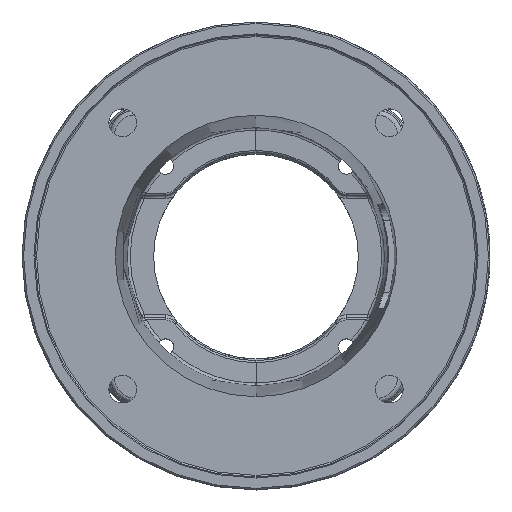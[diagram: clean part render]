
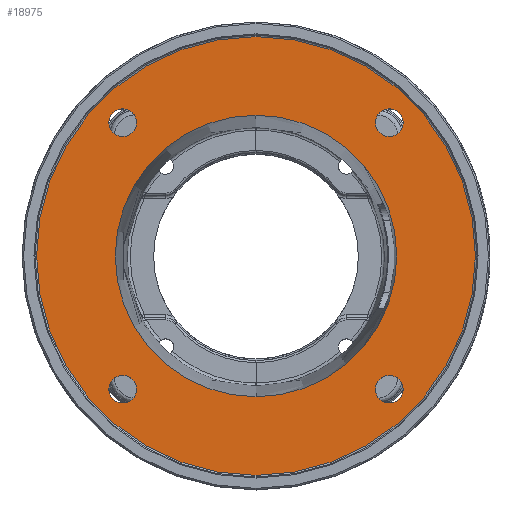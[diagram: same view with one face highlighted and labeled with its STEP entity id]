
A CAD part, top view. The second image highlights one B-rep face of the part: STEP entity #18975.
In plain terms, the highlighted planar face has unit normal (0, 0, 1).
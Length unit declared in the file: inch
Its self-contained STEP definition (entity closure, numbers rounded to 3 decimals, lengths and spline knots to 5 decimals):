
#600=CARTESIAN_POINT('',(0.,0.,-0.2075));
#601=DIRECTION('',(0.,0.,1.));
#602=DIRECTION('',(0.,1.,0.));
#603=AXIS2_PLACEMENT_3D('',#600,#601,#602);
#2171=CARTESIAN_POINT('',(0.,0.,-0.2075));
#2172=DIRECTION('',(0.,0.,1.));
#2173=DIRECTION('',(0.,-1.,0.));
#2174=AXIS2_PLACEMENT_3D('',#2171,#2172,#2173);
#3568=CARTESIAN_POINT('',(0.,0.,-0.2075));
#3569=DIRECTION('',(0.,0.,-1.));
#3570=DIRECTION('',(0.,1.,0.));
#3571=AXIS2_PLACEMENT_3D('',#3568,#3569,#3570);
#3573=CARTESIAN_POINT('',(0.,0.,-0.2075));
#3574=DIRECTION('',(0.,0.,1.));
#3575=DIRECTION('',(0.,1.,0.));
#3576=AXIS2_PLACEMENT_3D('',#3573,#3574,#3575);
#3624=CARTESIAN_POINT('',(-2.56326,2.56326,-0.2075));
#3625=DIRECTION('',(0.,0.,-1.));
#3626=DIRECTION('',(-0.707,0.707,0.));
#3627=AXIS2_PLACEMENT_3D('',#3624,#3625,#3626);
#3634=CARTESIAN_POINT('',(-2.56326,2.56326,-0.2075));
#3635=DIRECTION('',(0.,0.,-1.));
#3636=DIRECTION('',(0.707,-0.707,0.));
#3637=AXIS2_PLACEMENT_3D('',#3634,#3635,#3636);
#3660=CARTESIAN_POINT('',(-2.56326,-2.56326,-0.2075));
#3661=DIRECTION('',(0.,0.,-1.));
#3662=DIRECTION('',(-0.707,-0.707,0.));
#3663=AXIS2_PLACEMENT_3D('',#3660,#3661,#3662);
#3670=CARTESIAN_POINT('',(-2.56326,-2.56326,-0.2075));
#3671=DIRECTION('',(0.,0.,-1.));
#3672=DIRECTION('',(0.707,0.707,0.));
#3673=AXIS2_PLACEMENT_3D('',#3670,#3671,#3672);
#3696=CARTESIAN_POINT('',(2.56326,-2.56326,-0.2075));
#3697=DIRECTION('',(0.,0.,-1.));
#3698=DIRECTION('',(0.707,-0.707,0.));
#3699=AXIS2_PLACEMENT_3D('',#3696,#3697,#3698);
#3706=CARTESIAN_POINT('',(2.56326,-2.56326,-0.2075));
#3707=DIRECTION('',(0.,0.,-1.));
#3708=DIRECTION('',(-0.707,0.707,0.));
#3709=AXIS2_PLACEMENT_3D('',#3706,#3707,#3708);
#3732=CARTESIAN_POINT('',(2.56326,2.56326,-0.2075));
#3733=DIRECTION('',(0.,0.,-1.));
#3734=DIRECTION('',(0.707,0.707,0.));
#3735=AXIS2_PLACEMENT_3D('',#3732,#3733,#3734);
#3742=CARTESIAN_POINT('',(2.56326,2.56326,-0.2075));
#3743=DIRECTION('',(0.,0.,-1.));
#3744=DIRECTION('',(-0.707,-0.707,0.));
#3745=AXIS2_PLACEMENT_3D('',#3742,#3743,#3744);
#11969=CARTESIAN_POINT('',(0.,4.22,-0.2075));
#11971=VERTEX_POINT('',#11969);
#11975=CARTESIAN_POINT('',(0.,-4.22,-0.2075));
#11977=VERTEX_POINT('',#11975);
#11981=CARTESIAN_POINT('',(0.,2.70736,-0.2075));
#11982=CARTESIAN_POINT('',(0.,-2.70736,-0.2075));
#11983=VERTEX_POINT('',#11981);
#11984=VERTEX_POINT('',#11982);
#11989=CARTESIAN_POINT('',(-2.75065,2.75065,-0.2075));
#11990=CARTESIAN_POINT('',(-2.37588,2.37588,-0.2075));
#11991=VERTEX_POINT('',#11989);
#11992=VERTEX_POINT('',#11990);
#11993=CARTESIAN_POINT('',(-2.75065,-2.75065,-0.2075));
#11994=CARTESIAN_POINT('',(-2.37588,-2.37588,-0.2075));
#11995=VERTEX_POINT('',#11993);
#11996=VERTEX_POINT('',#11994);
#11997=CARTESIAN_POINT('',(2.75065,-2.75065,-0.2075));
#11998=CARTESIAN_POINT('',(2.37588,-2.37588,-0.2075));
#11999=VERTEX_POINT('',#11997);
#12000=VERTEX_POINT('',#11998);
#12001=CARTESIAN_POINT('',(2.75065,2.75065,-0.2075));
#12002=CARTESIAN_POINT('',(2.37588,2.37588,-0.2075));
#12003=VERTEX_POINT('',#12001);
#12004=VERTEX_POINT('',#12002);
#18936=CARTESIAN_POINT('',(0.,0.,-0.2075));
#18937=DIRECTION('',(0.,0.,1.));
#18938=DIRECTION('',(0.,1.,0.));
#18939=AXIS2_PLACEMENT_3D('',#18936,#18937,#18938);
#18940=PLANE('',#18939);
#18942=ORIENTED_EDGE('',*,*,#18941,.T.);
#18944=ORIENTED_EDGE('',*,*,#18943,.F.);
#18945=EDGE_LOOP('',(#18942,#18944));
#18946=FACE_OUTER_BOUND('',#18945,.F.);
#18947=ORIENTED_EDGE('',*,*,#12943,.T.);
#18948=ORIENTED_EDGE('',*,*,#15879,.T.);
#18949=EDGE_LOOP('',(#18947,#18948));
#18950=FACE_BOUND('',#18949,.F.);
#18952=ORIENTED_EDGE('',*,*,#18951,.F.);
#18954=ORIENTED_EDGE('',*,*,#18953,.F.);
#18955=EDGE_LOOP('',(#18952,#18954));
#18956=FACE_BOUND('',#18955,.F.);
#18958=ORIENTED_EDGE('',*,*,#18957,.F.);
#18960=ORIENTED_EDGE('',*,*,#18959,.F.);
#18961=EDGE_LOOP('',(#18958,#18960));
#18962=FACE_BOUND('',#18961,.F.);
#18964=ORIENTED_EDGE('',*,*,#18963,.F.);
#18966=ORIENTED_EDGE('',*,*,#18965,.F.);
#18967=EDGE_LOOP('',(#18964,#18966));
#18968=FACE_BOUND('',#18967,.F.);
#18970=ORIENTED_EDGE('',*,*,#18969,.F.);
#18972=ORIENTED_EDGE('',*,*,#18971,.F.);
#18973=EDGE_LOOP('',(#18970,#18972));
#18974=FACE_BOUND('',#18973,.F.);
#18975=ADVANCED_FACE('',(#18946,#18950,#18956,#18962,#18968,#18974),#18940,.T.);
#604=CIRCLE('',#603,2.70736);
#2175=CIRCLE('',#2174,2.70736);
#3572=CIRCLE('',#3571,4.22);
#3577=CIRCLE('',#3576,4.22);
#3628=CIRCLE('',#3627,0.265);
#3638=CIRCLE('',#3637,0.265);
#3664=CIRCLE('',#3663,0.265);
#3674=CIRCLE('',#3673,0.265);
#3700=CIRCLE('',#3699,0.265);
#3710=CIRCLE('',#3709,0.265);
#3736=CIRCLE('',#3735,0.265);
#3746=CIRCLE('',#3745,0.265);
#12943=EDGE_CURVE('',#11983,#11984,#604,.T.);
#15879=EDGE_CURVE('',#11984,#11983,#2175,.T.);
#18941=EDGE_CURVE('',#11971,#11977,#3572,.T.);
#18943=EDGE_CURVE('',#11971,#11977,#3577,.T.);
#18951=EDGE_CURVE('',#11991,#11992,#3628,.T.);
#18953=EDGE_CURVE('',#11992,#11991,#3638,.T.);
#18957=EDGE_CURVE('',#11995,#11996,#3664,.T.);
#18959=EDGE_CURVE('',#11996,#11995,#3674,.T.);
#18963=EDGE_CURVE('',#11999,#12000,#3700,.T.);
#18965=EDGE_CURVE('',#12000,#11999,#3710,.T.);
#18969=EDGE_CURVE('',#12003,#12004,#3736,.T.);
#18971=EDGE_CURVE('',#12004,#12003,#3746,.T.);
